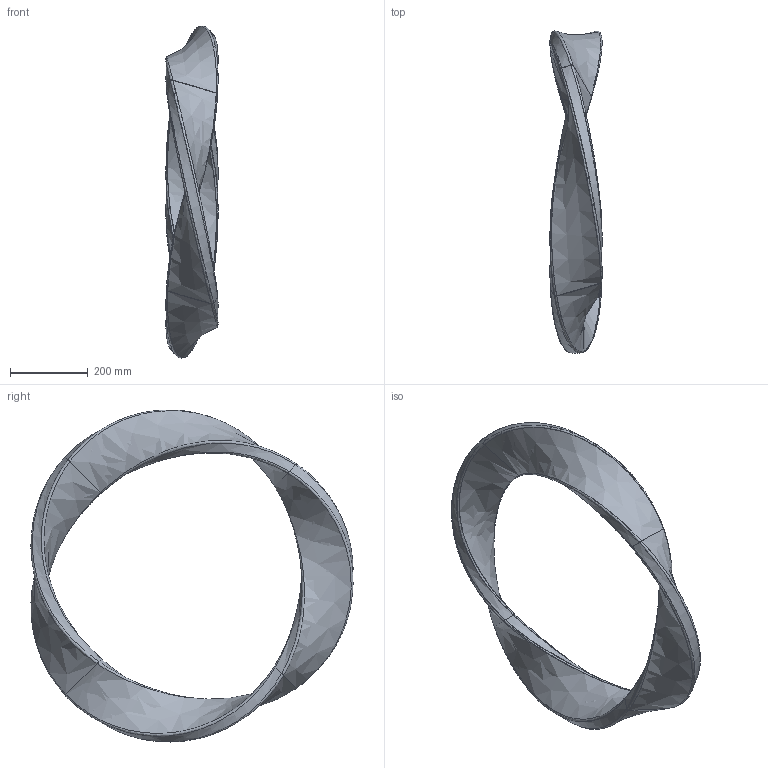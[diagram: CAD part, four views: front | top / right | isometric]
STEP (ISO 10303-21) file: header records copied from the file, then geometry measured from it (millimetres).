
FILE_DESCRIPTION(('FreeCAD Model'),'2;1');
FILE_NAME('Open CASCADE Shape Model','2025-04-27T21:33:50',('FreeCAD'),( 'FreeCAD'),'Open CASCADE STEP processor 7.6','FreeCAD','Unknown');
FILE_SCHEMA(('AUTOMOTIVE_DESIGN { 1 0 10303 214 1 1 1 1 }'));
Length unit declared in the file: millimetre
Products named in the file (1): Open CASCADE STEP translator 7.6 1
Bounding box: 133.89 x 827.89 x 853.44 mm (x, y, z)
Volume: 1427719.9 mm3; surface area: 1489766.8 mm2
Topology: 1 solids, 2 shells, 96 faces, 512 edges, 416 vertices
Faces by surface type: bspline 96
Entity records: 18237 total; most frequent: CARTESIAN_POINT 15402, ORIENTED_EDGE 1024, EDGE_CURVE 512, B_SPLINE_CURVE_WITH_KNOTS 480, VERTEX_POINT 416, ADVANCED_FACE 96, FACE_BOUND 96, EDGE_LOOP 96
